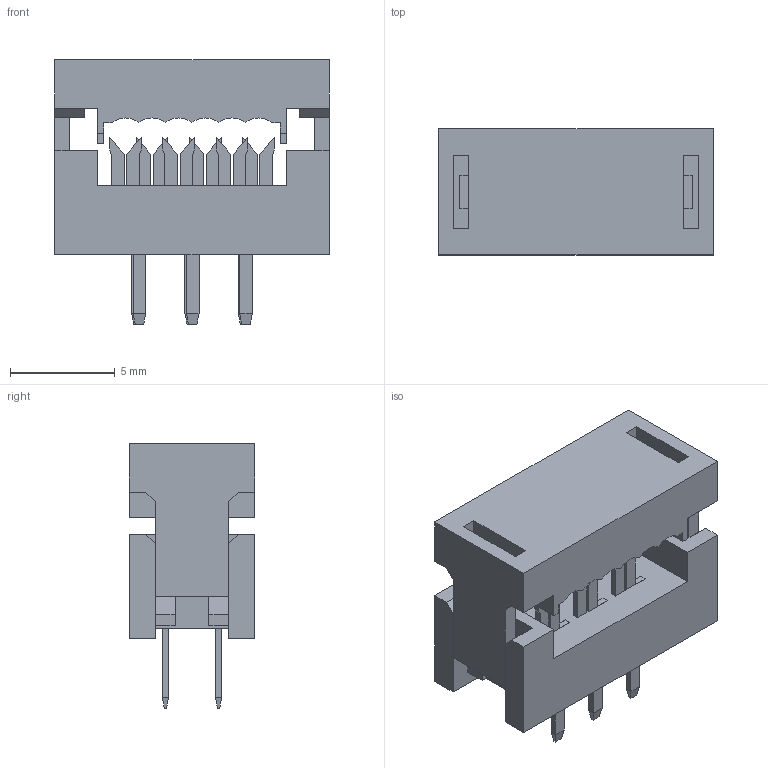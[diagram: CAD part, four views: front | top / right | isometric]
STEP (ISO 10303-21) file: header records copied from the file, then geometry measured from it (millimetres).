
FILE_DESCRIPTION(/* description */ ('Unknown'),/* implementation_level */ '2;1');
FILE_NAME(/* name */ '61200622323',/* time_stamp */ '2017-05-17T09:59:13+02:00',/* author */ ('Unknown'),/* organization */ ('Unknown'),/* preprocessor_version */ 'ST-DEVELOPER v16.7',/* originating_system */ 'DEX',/* authorisation */ $);
FILE_SCHEMA (('AUTOMOTIVE_DESIGN {1 0 10303 214 3 1 1}'));
Length unit declared in the file: millimetre
Products named in the file (4): 6120xx22323_Open; 61200622323; 6120xx22323_PIN; 61200622323_PAD
Assembly tree (8 placements, depth 2):
  6120xx22323_Open
    61200622323
    6120xx22323_PIN  x6
    61200622323_PAD
Bounding box: 13.07 x 6 x 12.6 mm (x, y, z)
Volume: 464.9 mm3; surface area: 1003.9 mm2
Topology: 8 solids, 8 shells, 341 faces, 925 edges, 598 vertices
Faces by surface type: plane 329, cylinder 12
Entity records: 7107 total; most frequent: CARTESIAN_POINT 1229, ORIENTED_EDGE 1210, DIRECTION 1067, EDGE_CURVE 605, LINE 579, VECTOR 579, VERTEX_POINT 398, AXIS2_PLACEMENT_3D 244
